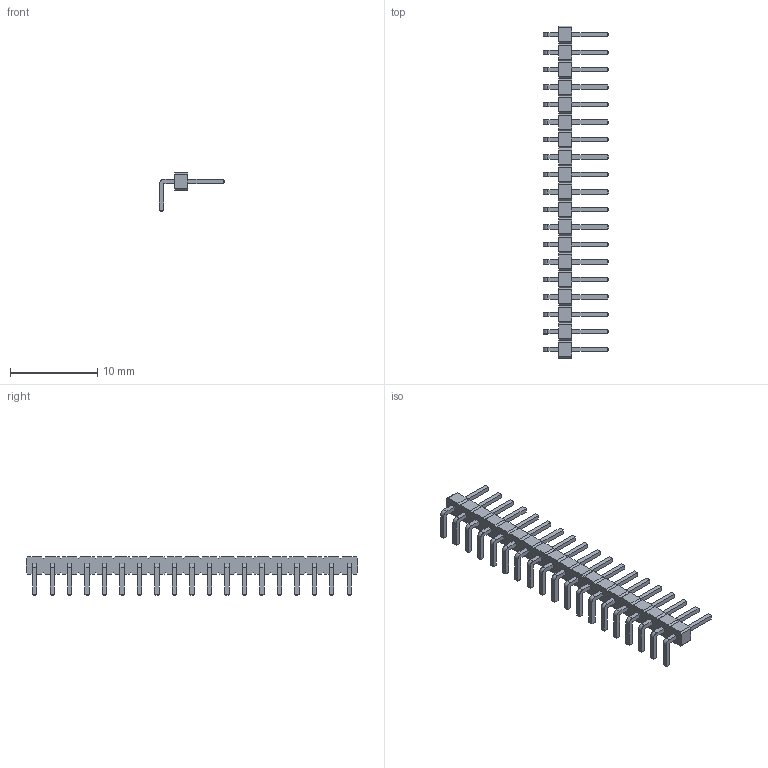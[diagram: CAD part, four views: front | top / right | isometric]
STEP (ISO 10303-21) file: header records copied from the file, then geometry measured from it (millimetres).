
FILE_DESCRIPTION(/* description */ ('model of PinHeader_1x19_P2.00mm_Horizontal'),/* implementation_level */ '2;1');
FILE_NAME(/* name */ 'PinHeader_1x19_P2.00mm_Horizontal.step',/* time_stamp */ '2017-12-02T02:23:43',/* author */ ('kicad StepUp','ksu'),/* organization */ ('FreeCAD'),/* preprocessor_version */ 'OCC',/* originating_system */ 'kicad StepUp',/* authorisation */ '');
FILE_SCHEMA(('AUTOMOTIVE_DESIGN_CC2 { 1 2 10303 214 -1 1 5 4 }'));
Length unit declared in the file: millimetre
Products named in the file (1): PinHeader_1x19_P200mm_Horizontal
Bounding box: 7.45 x 38 x 4.4 mm (x, y, z)
Volume: 153.9 mm3; surface area: 612.4 mm2
Topology: 1 solids, 1 shells, 517 faces, 1279 edges, 802 vertices
Faces by surface type: plane 498, cylinder 19
Entity records: 18447 total; most frequent: CARTESIAN_POINT 2599, ORIENTED_EDGE 2558, DIRECTION 2353, EDGE_CURVE 1279, LINE 1241, VECTOR 1241, VERTEX_POINT 802, AXIS2_PLACEMENT_3D 556
